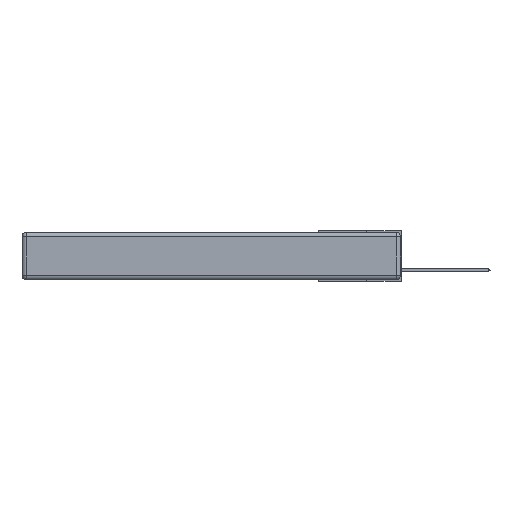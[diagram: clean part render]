
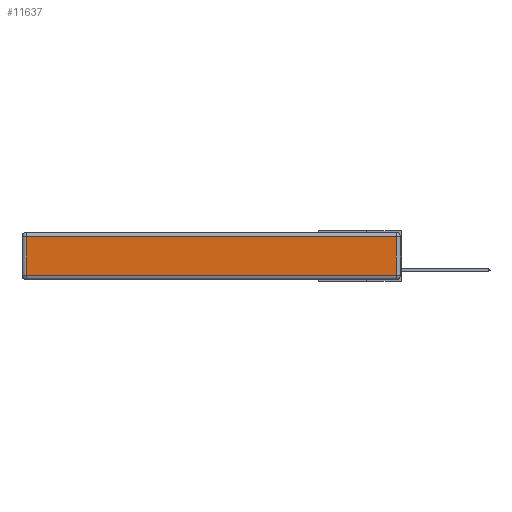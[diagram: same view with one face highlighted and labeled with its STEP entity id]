
A CAD part, left-side view. The second image highlights one B-rep face of the part: STEP entity #11637.
In plain terms, the highlighted planar face has unit normal (-1, 0, 0).
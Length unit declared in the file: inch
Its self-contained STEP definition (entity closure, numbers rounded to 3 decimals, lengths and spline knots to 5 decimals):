
#830 = FACE_OUTER_BOUND ( 'NONE', #3566, .T. ) ;
#966 = CARTESIAN_POINT ( 'NONE',  ( 0., 0., -0.343 ) ) ;
#1115 = DIRECTION ( 'NONE',  ( -1., 0., 0. ) ) ;
#1651 = CARTESIAN_POINT ( 'NONE',  ( 0., 0., -0.313 ) ) ;
#2383 = VECTOR ( 'NONE', #22054, 39.37008 ) ;
#2792 = DIRECTION ( 'NONE',  ( 0., 1., 0. ) ) ;
#3566 = EDGE_LOOP ( 'NONE', ( #5256, #18319, #15998, #16515 ) ) ;
#4095 = EDGE_CURVE ( 'NONE', #7906, #16155, #11358, .T. ) ;
#5039 = CARTESIAN_POINT ( 'NONE',  ( 0., 2.72, -0.313 ) ) ;
#5115 = VERTEX_POINT ( 'NONE', #13584 ) ;
#5256 = ORIENTED_EDGE ( 'NONE', *, *, #13519, .T. ) ;
#6831 = EDGE_CURVE ( 'NONE', #7682, #7906, #10590, .T. ) ;
#6859 = LINE ( 'NONE', #16631, #2383 ) ;
#7056 = CARTESIAN_POINT ( 'NONE',  ( 0., 2.72, -0.343 ) ) ;
#7568 = VECTOR ( 'NONE', #2792, 39.37008 ) ;
#7682 = VERTEX_POINT ( 'NONE', #12840 ) ;
#7906 = VERTEX_POINT ( 'NONE', #22535 ) ;
#7990 = LINE ( 'NONE', #1651, #9088 ) ;
#8260 = DIRECTION ( 'NONE',  ( 0., 0., 1. ) ) ;
#8453 = AXIS2_PLACEMENT_3D ( 'NONE', #966, #1115, #8260 ) ;
#9088 = VECTOR ( 'NONE', #19471, 39.37008 ) ;
#10590 = LINE ( 'NONE', #17272, #7568 ) ;
#11358 = LINE ( 'NONE', #7056, #13844 ) ;
#11637 = ADVANCED_FACE ( 'NONE', ( #830 ), #13203, .T. ) ;
#12840 = CARTESIAN_POINT ( 'NONE',  ( 0., 0.03, -0.03 ) ) ;
#13203 = PLANE ( 'NONE',  #8453 ) ;
#13519 = EDGE_CURVE ( 'NONE', #16155, #5115, #7990, .T. ) ;
#13584 = CARTESIAN_POINT ( 'NONE',  ( 0., 0.03, -0.313 ) ) ;
#13844 = VECTOR ( 'NONE', #17428, 39.37008 ) ;
#15998 = ORIENTED_EDGE ( 'NONE', *, *, #6831, .T. ) ;
#16155 = VERTEX_POINT ( 'NONE', #5039 ) ;
#16515 = ORIENTED_EDGE ( 'NONE', *, *, #4095, .T. ) ;
#16631 = CARTESIAN_POINT ( 'NONE',  ( 0., 0.03, -0.343 ) ) ;
#17272 = CARTESIAN_POINT ( 'NONE',  ( 0., 2.75, -0.03 ) ) ;
#17428 = DIRECTION ( 'NONE',  ( 0., 0., -1. ) ) ;
#18319 = ORIENTED_EDGE ( 'NONE', *, *, #19537, .T. ) ;
#19471 = DIRECTION ( 'NONE',  ( 0., -1., 0. ) ) ;
#19537 = EDGE_CURVE ( 'NONE', #5115, #7682, #6859, .T. ) ;
#22054 = DIRECTION ( 'NONE',  ( 0., 0., 1. ) ) ;
#22535 = CARTESIAN_POINT ( 'NONE',  ( 0., 2.72, -0.03 ) ) ;
